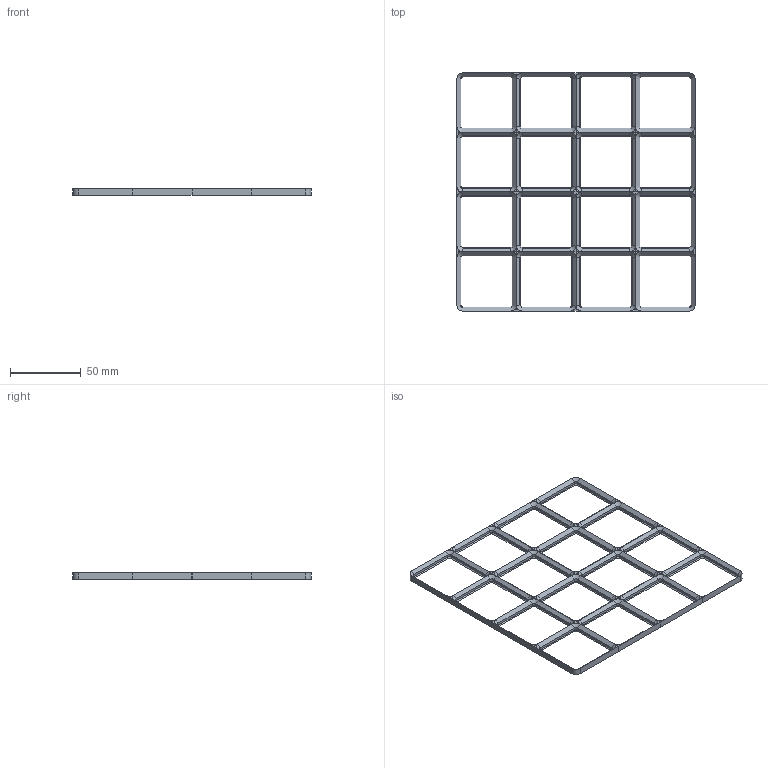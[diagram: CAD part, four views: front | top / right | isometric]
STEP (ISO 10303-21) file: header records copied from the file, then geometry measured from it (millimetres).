
FILE_DESCRIPTION(('STEP AP242'), '1');
FILE_NAME('assemblyCells4x4', '', ('UNSPECIFIED'), ('UNSPECIFIED'), 'C3D Converter', 'C3D Toolkit', '');
FILE_SCHEMA(('AP242_MANAGED_MODEL_BASED_3D_ENGINEERING_MIM_LF { 1 0 10303 442 1 1 4 }'));
Length unit declared in the file: millimetre
Assembly tree (16 placements, depth 2):
  (unnamed)
    (unnamed)  x12
    (unnamed)  x4
Bounding box: 168 x 168 x 4.65 mm (x, y, z)
Volume: 20599.6 mm3; surface area: 33884 mm2
Topology: 16 solids, 16 shells, 528 faces, 1152 edges, 640 vertices
Faces by surface type: plane 332, cone 128, cylinder 68
Entity records: 2238 total; most frequent: DIRECTION 343, CARTESIAN_POINT 307, ORIENTED_EDGE 288, EDGE_CURVE 144, AXIS2_PLACEMENT_3D 116, LINE 111, VECTOR 111, VERTEX_POINT 80
